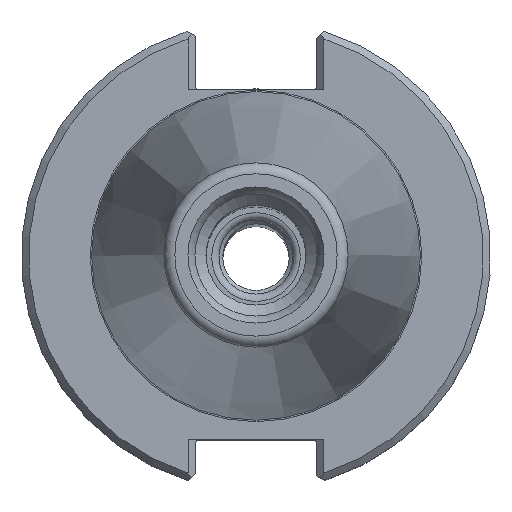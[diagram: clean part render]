
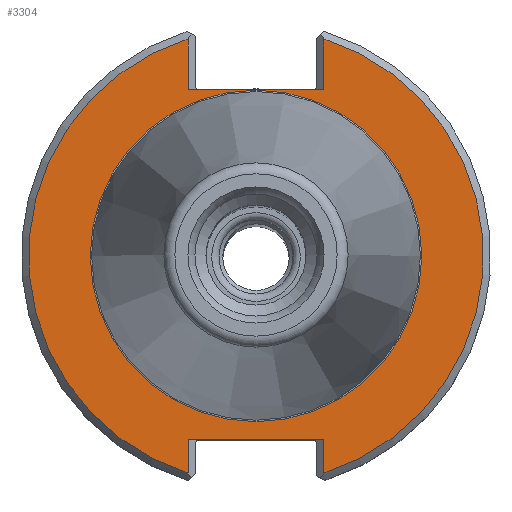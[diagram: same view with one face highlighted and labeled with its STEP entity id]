
A CAD part, top view. The second image highlights one B-rep face of the part: STEP entity #3304.
In plain terms, the highlighted planar face has unit normal (0, 0, 1).
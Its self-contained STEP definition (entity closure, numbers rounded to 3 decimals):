
#58=LINE('',#4912,#131);
#61=LINE('',#4923,#134);
#80=LINE('',#5006,#153);
#82=LINE('',#5022,#155);
#83=LINE('',#5024,#156);
#84=LINE('',#5026,#157);
#131=VECTOR('',#3940,1000.);
#134=VECTOR('',#3945,1000.);
#153=VECTOR('',#3992,1000.);
#155=VECTOR('',#4002,1000.);
#156=VECTOR('',#4003,1000.);
#157=VECTOR('',#4004,1000.);
#708=ORIENTED_EDGE('',*,*,#1077,.T.);
#709=ORIENTED_EDGE('',*,*,#1072,.T.);
#710=ORIENTED_EDGE('',*,*,#1102,.F.);
#711=ORIENTED_EDGE('',*,*,#1068,.T.);
#712=ORIENTED_EDGE('',*,*,#1094,.T.);
#713=ORIENTED_EDGE('',*,*,#1107,.T.);
#714=ORIENTED_EDGE('',*,*,#1108,.F.);
#715=ORIENTED_EDGE('',*,*,#1109,.T.);
#716=ORIENTED_EDGE('',*,*,#1066,.F.);
#1066=EDGE_CURVE('',#1314,#1314,#1472,.T.);
#1068=EDGE_CURVE('',#1316,#1315,#58,.T.);
#1072=EDGE_CURVE('',#1317,#1318,#61,.T.);
#1077=EDGE_CURVE('',#1321,#1317,#1473,.T.);
#1094=EDGE_CURVE('',#1315,#1332,#1474,.T.);
#1102=EDGE_CURVE('',#1316,#1318,#80,.T.);
#1107=EDGE_CURVE('',#1332,#1339,#82,.T.);
#1108=EDGE_CURVE('',#1340,#1339,#83,.T.);
#1109=EDGE_CURVE('',#1340,#1321,#84,.T.);
#1314=VERTEX_POINT('',#4905);
#1315=VERTEX_POINT('',#4911);
#1316=VERTEX_POINT('',#4913);
#1317=VERTEX_POINT('',#4920);
#1318=VERTEX_POINT('',#4922);
#1321=VERTEX_POINT('',#4938);
#1332=VERTEX_POINT('',#4984);
#1339=VERTEX_POINT('',#5023);
#1340=VERTEX_POINT('',#5025);
#1472=CIRCLE('',#3505,22.413);
#1473=CIRCLE('',#3510,30.75);
#1474=CIRCLE('',#3517,30.75);
#1658=EDGE_LOOP('',(#708,#709,#710,#711,#712,#713,#714,#715));
#1659=EDGE_LOOP('',(#716));
#1916=FACE_BOUND('',#1658,.T.);
#1917=FACE_BOUND('',#1659,.T.);
#2083=PLANE('',#3525);
#3304=ADVANCED_FACE('',(#1916,#1917),#2083,.T.);
#3505=AXIS2_PLACEMENT_3D('',#4904,#3936,#3937);
#3510=AXIS2_PLACEMENT_3D('',#4939,#3952,#3953);
#3517=AXIS2_PLACEMENT_3D('',#4985,#3978,#3979);
#3525=AXIS2_PLACEMENT_3D('',#5021,#4000,#4001);
#3936=DIRECTION('',(0.,0.,1.));
#3937=DIRECTION('',(1.,0.,0.));
#3940=DIRECTION('',(0.,-1.,0.));
#3945=DIRECTION('',(0.,1.,0.));
#3952=DIRECTION('',(0.,0.,1.));
#3953=DIRECTION('',(1.,0.,0.));
#3978=DIRECTION('',(0.,0.,1.));
#3979=DIRECTION('',(1.,0.,0.));
#3992=DIRECTION('',(-1.,0.,0.));
#4000=DIRECTION('',(0.,0.,1.));
#4001=DIRECTION('',(1.,0.,0.));
#4002=DIRECTION('',(0.,-1.,0.));
#4003=DIRECTION('',(1.,0.,0.));
#4004=DIRECTION('',(0.,1.,0.));
#4904=CARTESIAN_POINT('',(0.,0.,-3.17));
#4905=CARTESIAN_POINT('',(22.413,0.,-3.17));
#4911=CARTESIAN_POINT('',(9.19,-29.345,-3.17));
#4912=CARTESIAN_POINT('',(9.19,-30.831,-3.17));
#4913=CARTESIAN_POINT('',(9.19,-24.87,-3.17));
#4920=CARTESIAN_POINT('',(-9.19,-29.345,-3.17));
#4922=CARTESIAN_POINT('',(-9.19,-24.87,-3.17));
#4923=CARTESIAN_POINT('',(-9.19,-24.87,-3.17));
#4938=CARTESIAN_POINT('',(-9.19,29.345,-3.17));
#4939=CARTESIAN_POINT('',(0.,0.,-3.17));
#4984=CARTESIAN_POINT('',(9.19,29.345,-3.17));
#4985=CARTESIAN_POINT('',(0.,0.,-3.17));
#5006=CARTESIAN_POINT('',(8.19,-24.87,-3.17));
#5021=CARTESIAN_POINT('',(22.413,0.,-3.17));
#5022=CARTESIAN_POINT('',(9.19,22.46,-3.17));
#5023=CARTESIAN_POINT('',(9.19,22.46,-3.17));
#5024=CARTESIAN_POINT('',(-8.19,22.46,-3.17));
#5025=CARTESIAN_POINT('',(-9.19,22.46,-3.17));
#5026=CARTESIAN_POINT('',(-9.19,30.831,-3.17));
